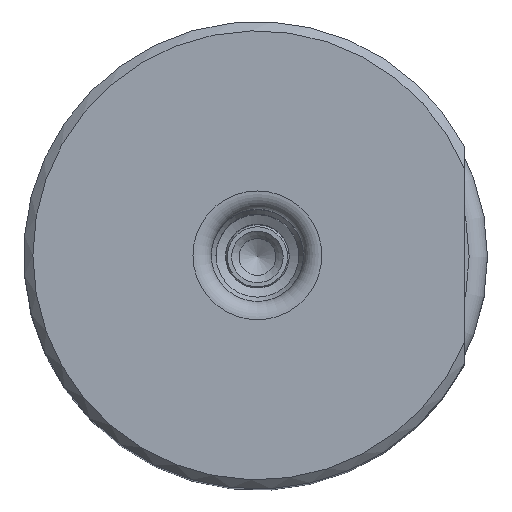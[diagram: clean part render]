
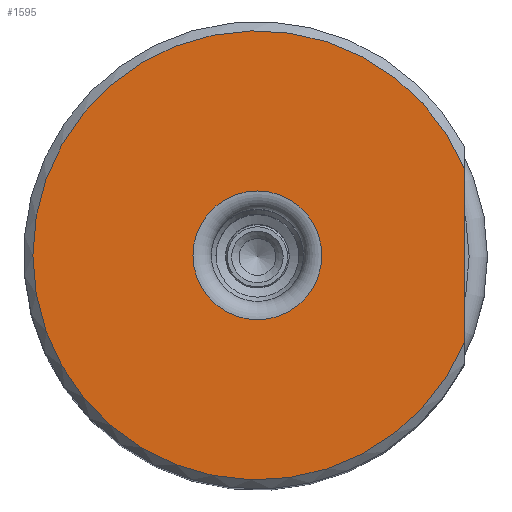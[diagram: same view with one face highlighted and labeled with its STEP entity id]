
A CAD part, top view. The second image highlights one B-rep face of the part: STEP entity #1595.
In plain terms, the highlighted planar face has unit normal (0, 0, 1).
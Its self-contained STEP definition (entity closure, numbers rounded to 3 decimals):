
#24=LINE('',#2365,#28);
#28=VECTOR('',#2080,1000.);
#49=PLANE('',#1760);
#232=ORIENTED_EDGE('',*,*,#351,.T.);
#233=ORIENTED_EDGE('',*,*,#352,.T.);
#234=ORIENTED_EDGE('',*,*,#343,.F.);
#343=EDGE_CURVE('',#438,#438,#526,.T.);
#351=EDGE_CURVE('',#446,#447,#24,.T.);
#352=EDGE_CURVE('',#447,#446,#534,.T.);
#438=VERTEX_POINT('',#2341);
#446=VERTEX_POINT('',#2366);
#447=VERTEX_POINT('',#2367);
#526=CIRCLE('',#1744,3.5);
#534=CIRCLE('',#1761,12.2);
#684=EDGE_LOOP('',(#232,#233));
#685=EDGE_LOOP('',(#234));
#858=FACE_BOUND('',#684,.T.);
#859=FACE_BOUND('',#685,.T.);
#1595=ADVANCED_FACE('',(#858,#859),#49,.T.);
#1744=AXIS2_PLACEMENT_3D('',#2340,#2046,#2047);
#1760=AXIS2_PLACEMENT_3D('',#2364,#2078,#2079);
#1761=AXIS2_PLACEMENT_3D('',#2368,#2081,#2082);
#2046=DIRECTION('',(0.,0.,1.));
#2047=DIRECTION('',(1.,0.,0.));
#2078=DIRECTION('',(0.,0.,1.));
#2079=DIRECTION('',(1.,0.,0.));
#2080=DIRECTION('',(0.,1.,0.));
#2081=DIRECTION('',(0.,0.,1.));
#2082=DIRECTION('',(1.,0.,0.));
#2340=CARTESIAN_POINT('',(0.,0.,48.2));
#2341=CARTESIAN_POINT('',(3.5,0.,48.2));
#2364=CARTESIAN_POINT('',(2.5,0.,48.2));
#2365=CARTESIAN_POINT('',(11.25,-60.453,48.2));
#2366=CARTESIAN_POINT('',(11.25,-4.72,48.2));
#2367=CARTESIAN_POINT('',(11.25,4.72,48.2));
#2368=CARTESIAN_POINT('',(0.,0.,48.2));
